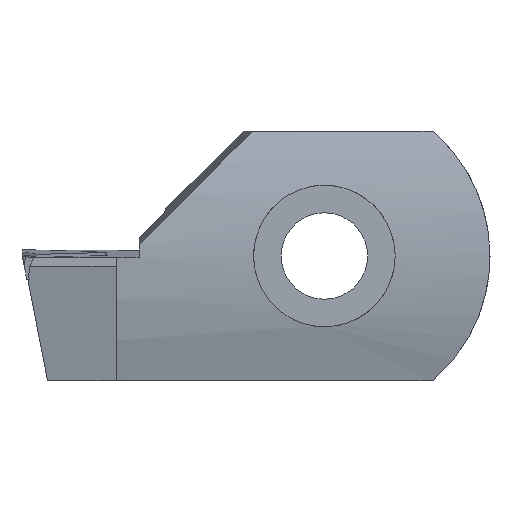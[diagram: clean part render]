
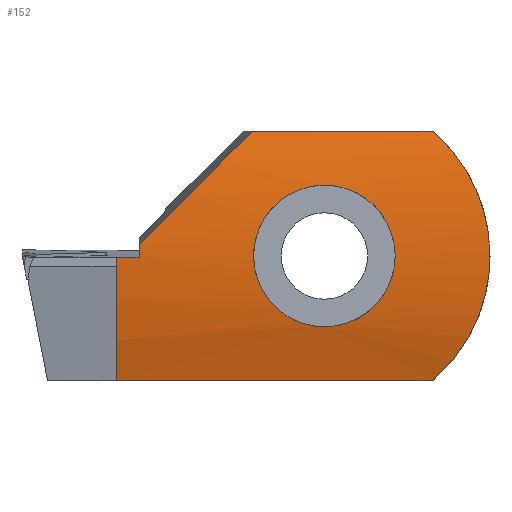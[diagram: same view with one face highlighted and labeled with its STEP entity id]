
A CAD part, front view. The second image highlights one B-rep face of the part: STEP entity #152.
In plain terms, the highlighted cylindrical face has radius 39 mm (diameter 78 mm), a partial arc.
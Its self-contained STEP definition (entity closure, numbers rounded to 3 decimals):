
#109=FACE_BOUND('',#235,.T.);
#110=FACE_BOUND('',#236,.T.);
#115=CYLINDRICAL_SURFACE('',#675,39.);
#123=CIRCLE('',#674,39.);
#126=B_SPLINE_CURVE_WITH_KNOTS('',3,(#892,#893,#894,#895,#896,#897,#898,
#899,#900,#901),.UNSPECIFIED.,.F.,.F.,(4,2,2,2,4),(0.,0.25,0.5,0.75,1.),
 .UNSPECIFIED.);
#127=B_SPLINE_CURVE_WITH_KNOTS('',3,(#909,#910,#911,#912,#913,#914,#915,
#916,#917,#918,#919,#920,#921,#922,#923,#924,#925,#926),.UNSPECIFIED.,.T.,
 .F.,(2,2,2,2,2,2,2,2,2,2,2),(-0.125,0.,0.125,0.25,0.375,0.5,0.625,0.75,
0.875,1.,1.125),.UNSPECIFIED.);
#128=ELLIPSE('',#649,55.306,39.);
#130=ELLIPSE('',#657,39.,39.);
#131=ELLIPSE('',#660,14238.501,39.);
#152=ADVANCED_FACE('',(#109,#110),#115,.T.);
#235=EDGE_LOOP('',(#329,#330,#331,#332,#333,#334,#335));
#236=EDGE_LOOP('',(#336));
#329=ORIENTED_EDGE('',*,*,#495,.T.);
#330=ORIENTED_EDGE('',*,*,#474,.T.);
#331=ORIENTED_EDGE('',*,*,#471,.F.);
#332=ORIENTED_EDGE('',*,*,#466,.F.);
#333=ORIENTED_EDGE('',*,*,#479,.T.);
#334=ORIENTED_EDGE('',*,*,#486,.F.);
#335=ORIENTED_EDGE('',*,*,#501,.F.);
#336=ORIENTED_EDGE('',*,*,#478,.T.);
#414=VERTEX_POINT('',#875);
#415=VERTEX_POINT('',#877);
#419=VERTEX_POINT('',#887);
#421=VERTEX_POINT('',#902);
#424=VERTEX_POINT('',#927);
#425=VERTEX_POINT('',#930);
#429=VERTEX_POINT('',#942);
#431=VERTEX_POINT('',#952);
#466=EDGE_CURVE('',#414,#415,#128,.T.);
#471=EDGE_CURVE('',#415,#419,#545,.T.);
#474=EDGE_CURVE('',#421,#419,#126,.T.);
#478=EDGE_CURVE('',#424,#424,#127,.T.);
#479=EDGE_CURVE('',#414,#425,#130,.T.);
#486=EDGE_CURVE('',#429,#425,#131,.T.);
#495=EDGE_CURVE('',#431,#421,#562,.T.);
#501=EDGE_CURVE('',#431,#429,#123,.T.);
#545=LINE('',#886,#603);
#562=LINE('',#958,#620);
#603=VECTOR('',#721,1.);
#620=VECTOR('',#762,1.);
#649=AXIS2_PLACEMENT_3D('',#876,#712,#713);
#657=AXIS2_PLACEMENT_3D('',#929,#735,#736);
#660=AXIS2_PLACEMENT_3D('',#943,#747,#748);
#674=AXIS2_PLACEMENT_3D('',#973,#785,#786);
#675=AXIS2_PLACEMENT_3D('',#974,#787,#788);
#712=DIRECTION('',(-0.705,-0.037,0.708));
#713=DIRECTION('',(0.709,-0.037,0.704));
#721=DIRECTION('',(1.,0.,0.));
#735=DIRECTION('',(1.,0.,-0.003));
#736=DIRECTION('',(0.003,-0.052,0.999));
#747=DIRECTION('',(0.003,-0.052,0.999));
#748=DIRECTION('',(1.,0.,-0.003));
#762=DIRECTION('',(1.,0.,0.));
#785=DIRECTION('',(-1.,0.,0.));
#786=DIRECTION('',(0.,-1.,0.));
#787=DIRECTION('',(1.,0.,0.));
#788=DIRECTION('',(0.,0.,-1.));
#875=CARTESIAN_POINT('',(11.206,-17.985,1.075));
#876=CARTESIAN_POINT('',(8.078,21.,0.));
#877=CARTESIAN_POINT('',(22.078,-16.108,12.));
#886=CARTESIAN_POINT('',(9.,-16.108,12.));
#887=CARTESIAN_POINT('',(39.421,-16.108,12.));
#892=CARTESIAN_POINT('',(39.421,-16.108,-12.));
#893=CARTESIAN_POINT('',(41.129,-16.588,-10.516));
#894=CARTESIAN_POINT('',(42.495,-17.076,-8.691));
#895=CARTESIAN_POINT('',(44.381,-17.785,-4.586));
#896=CARTESIAN_POINT('',(44.888,-17.999,-2.294));
#897=CARTESIAN_POINT('',(44.892,-18.001,2.265));
#898=CARTESIAN_POINT('',(44.392,-17.79,4.556));
#899=CARTESIAN_POINT('',(42.497,-17.077,8.692));
#900=CARTESIAN_POINT('',(41.129,-16.588,10.516));
#901=CARTESIAN_POINT('',(39.421,-16.108,12.));
#902=CARTESIAN_POINT('',(39.421,-16.108,-12.));
#909=CARTESIAN_POINT('',(27.189,-17.403,6.8));
#910=CARTESIAN_POINT('',(30.791,-17.403,6.8));
#911=CARTESIAN_POINT('',(32.547,-17.547,6.06));
#912=CARTESIAN_POINT('',(35.051,-17.858,3.556));
#913=CARTESIAN_POINT('',(35.789,-18.,1.782));
#914=CARTESIAN_POINT('',(35.791,-18.,-1.774));
#915=CARTESIAN_POINT('',(35.065,-17.86,-3.541));
#916=CARTESIAN_POINT('',(32.534,-17.545,-6.073));
#917=CARTESIAN_POINT('',(30.77,-17.403,-6.799));
#918=CARTESIAN_POINT('',(27.216,-17.402,-6.801));
#919=CARTESIAN_POINT('',(25.441,-17.546,-6.065));
#920=CARTESIAN_POINT('',(22.931,-17.858,-3.56));
#921=CARTESIAN_POINT('',(22.191,-18.,-1.802));
#922=CARTESIAN_POINT('',(22.189,-18.,1.792));
#923=CARTESIAN_POINT('',(22.928,-17.858,3.553));
#924=CARTESIAN_POINT('',(25.428,-17.547,6.057));
#925=CARTESIAN_POINT('',(27.189,-17.403,6.8));
#926=CARTESIAN_POINT('',(30.791,-17.403,6.8));
#927=CARTESIAN_POINT('',(28.99,-17.403,6.8));
#929=CARTESIAN_POINT('',(11.197,21.,0.));
#930=CARTESIAN_POINT('',(11.203,-18.,-0.128));
#942=CARTESIAN_POINT('',(9.,-18.,-0.122));
#943=CARTESIAN_POINT('',(708.803,21.,0.));
#952=CARTESIAN_POINT('',(9.,-16.108,-12.));
#958=CARTESIAN_POINT('',(9.,-16.108,-12.));
#973=CARTESIAN_POINT('',(9.,21.,0.));
#974=CARTESIAN_POINT('',(9.,21.,0.));
